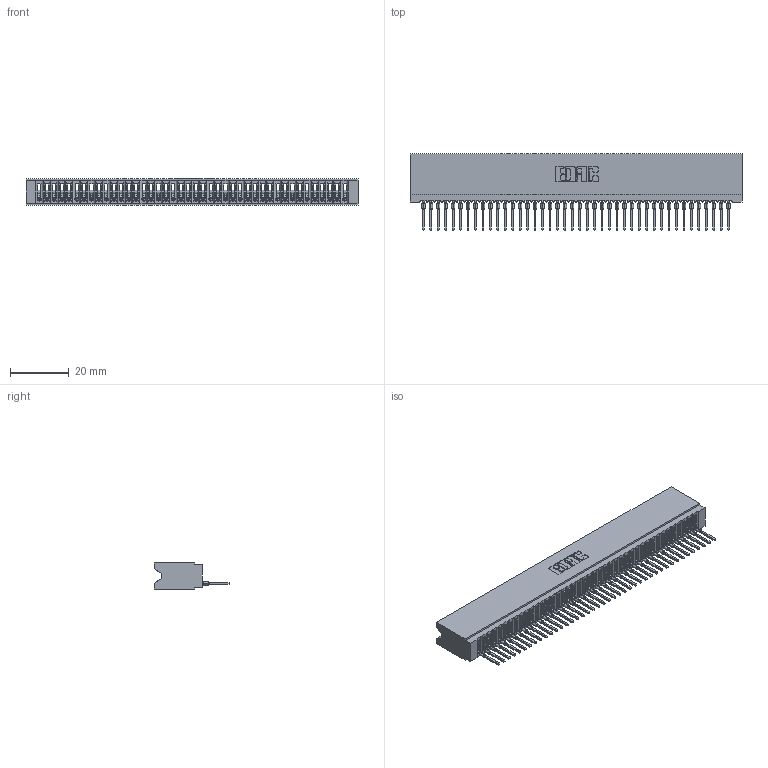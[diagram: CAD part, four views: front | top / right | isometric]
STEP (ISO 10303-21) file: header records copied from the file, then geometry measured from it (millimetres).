
FILE_DESCRIPTION (( 'STEP AP203' ), '1' );
FILE_NAME ('745-042-522-106.STEP', '2026-02-25T20:36:44', ( '' ), ( '' ), 'SwSTEP 2.0', 'SolidWorks 2023', '' );
FILE_SCHEMA (( 'CONFIG_CONTROL_DESIGN' ));
Length unit declared in the file: millimetre
Products named in the file (3): 745-042-522-106; 745 Part_Insulator Option - 06; 745-292-001_522
Assembly tree (43 placements, depth 2):
  745-042-522-106
    745 Part_Insulator Option - 06
    745-292-001_522  x42
Bounding box: 113.28 x 25.92 x 8.89 mm (x, y, z)
Volume: 9812.6 mm3; surface area: 18415.4 mm2
Topology: 43 solids, 43 shells, 4800 faces, 13196 edges, 8320 vertices
Faces by surface type: plane 2870, bspline 840, cylinder 838, torus 252
Entity records: 69384 total; most frequent: CARTESIAN_POINT 12728, ORIENTED_EDGE 12206, DIRECTION 10579, EDGE_CURVE 6103, VECTOR 5669, LINE 5669, VERTEX_POINT 3892, AXIS2_PLACEMENT_3D 2455
